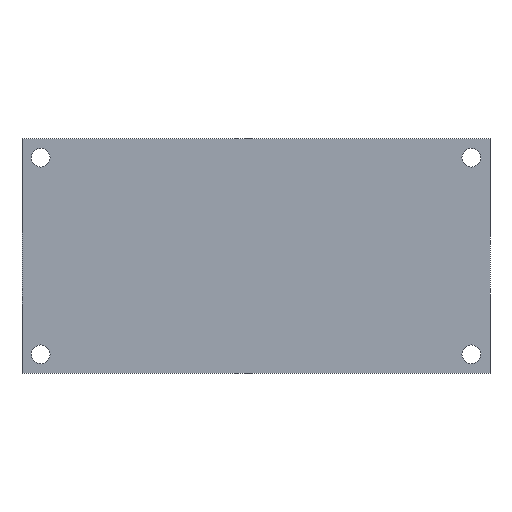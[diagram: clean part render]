
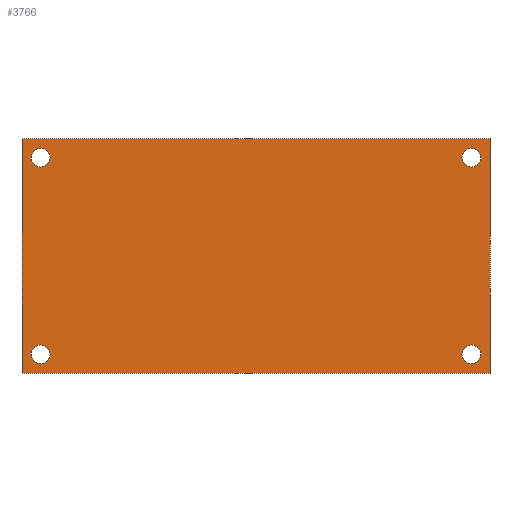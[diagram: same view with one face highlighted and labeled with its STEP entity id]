
A CAD part, front view. The second image highlights one B-rep face of the part: STEP entity #3766.
In plain terms, the highlighted planar face has unit normal (0, -1, 0).
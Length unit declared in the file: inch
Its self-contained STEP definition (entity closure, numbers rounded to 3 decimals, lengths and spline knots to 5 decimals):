
#7 = VERTEX_POINT ( 'NONE', #979 ) ;
#8 = VERTEX_POINT ( 'NONE', #976 ) ;
#106 = VERTEX_POINT ( 'NONE', #5345 ) ;
#237 = VERTEX_POINT ( 'NONE', #5156 ) ;
#279 = VERTEX_POINT ( 'NONE', #1085 ) ;
#280 = VERTEX_POINT ( 'NONE', #1011 ) ;
#281 = VERTEX_POINT ( 'NONE', #1092 ) ;
#284 = VERTEX_POINT ( 'NONE', #1209 ) ;
#291 = VERTEX_POINT ( 'NONE', #1178 ) ;
#540 = CIRCLE ( 'NONE', #1233, 0.03937 ) ;
#641 = CIRCLE ( 'NONE', #1248, 0.03937 ) ;
#656 = CIRCLE ( 'NONE', #1254, 0.03937 ) ;
#709 = LINE ( 'NONE', #2913, #731 ) ;
#725 = CIRCLE ( 'NONE', #1263, 0.03937 ) ;
#726 = CIRCLE ( 'NONE', #1264, 0.03937 ) ;
#727 = LINE ( 'NONE', #2907, #729 ) ;
#728 = LINE ( 'NONE', #2912, #733 ) ;
#729 = VECTOR ( 'NONE', #2908, 39.37008 ) ;
#730 = LINE ( 'NONE', #2917, #735 ) ;
#731 = VECTOR ( 'NONE', #2918, 39.37008 ) ;
#732 = CIRCLE ( 'NONE', #1265, 0.03937 ) ;
#733 = VECTOR ( 'NONE', #2919, 39.37008 ) ;
#734 = CIRCLE ( 'NONE', #1266, 0.03937 ) ;
#735 = VECTOR ( 'NONE', #2920, 39.37008 ) ;
#976 = CARTESIAN_POINT ( 'NONE',  ( 0., 0., -0.98425 ) ) ;
#979 = CARTESIAN_POINT ( 'NONE',  ( 0., 0., 0. ) ) ;
#1011 = CARTESIAN_POINT ( 'NONE',  ( 1.88976, 0., -0.03937 ) ) ;
#1085 = CARTESIAN_POINT ( 'NONE',  ( 1.88976, 0., -0.94488 ) ) ;
#1092 = CARTESIAN_POINT ( 'NONE',  ( 1.88976, 0., -0.11811 ) ) ;
#1178 = CARTESIAN_POINT ( 'NONE',  ( 0.07874, 0., -0.11811 ) ) ;
#1209 = CARTESIAN_POINT ( 'NONE',  ( 0.07874, 0., -0.03937 ) ) ;
#1233 = AXIS2_PLACEMENT_3D ( 'NONE', #2675, #2676, #2677 ) ;
#1248 = AXIS2_PLACEMENT_3D ( 'NONE', #2796, #2797, #2798 ) ;
#1254 = AXIS2_PLACEMENT_3D ( 'NONE', #2822, #2823, #2824 ) ;
#1263 = AXIS2_PLACEMENT_3D ( 'NONE', #2909, #2910, #2911 ) ;
#1264 = AXIS2_PLACEMENT_3D ( 'NONE', #2914, #2915, #2916 ) ;
#1265 = AXIS2_PLACEMENT_3D ( 'NONE', #2923, #2924, #2925 ) ;
#1266 = AXIS2_PLACEMENT_3D ( 'NONE', #2928, #2929, #2930 ) ;
#2035 = EDGE_LOOP ( 'NONE', ( #3566, #3567 ) ) ;
#2052 = EDGE_LOOP ( 'NONE', ( #3556, #3557 ) ) ;
#2066 = EDGE_LOOP ( 'NONE', ( #3560, #3561, #3562, #3563 ) ) ;
#2084 = EDGE_LOOP ( 'NONE', ( #3558, #3559 ) ) ;
#2117 = EDGE_LOOP ( 'NONE', ( #3564, #3565 ) ) ;
#2622 = VERTEX_POINT ( 'NONE', #2658 ) ;
#2658 = CARTESIAN_POINT ( 'NONE',  ( 1.9685, 0., -0.98425 ) ) ;
#2675 = CARTESIAN_POINT ( 'NONE',  ( 0.07874, 0., -0.07874 ) ) ;
#2676 = DIRECTION ( 'NONE',  ( 0., 1., 0. ) ) ;
#2677 = DIRECTION ( 'NONE',  ( 0., 0., 1. ) ) ;
#2796 = CARTESIAN_POINT ( 'NONE',  ( 1.88976, 0., -0.07874 ) ) ;
#2797 = DIRECTION ( 'NONE',  ( 0., 1., 0. ) ) ;
#2798 = DIRECTION ( 'NONE',  ( 0., 0., 1. ) ) ;
#2822 = CARTESIAN_POINT ( 'NONE',  ( 0.07874, 0., -0.90551 ) ) ;
#2823 = DIRECTION ( 'NONE',  ( 0., 1., 0. ) ) ;
#2824 = DIRECTION ( 'NONE',  ( 0., 0., 1. ) ) ;
#2907 = CARTESIAN_POINT ( 'NONE',  ( 0., 0., 0. ) ) ;
#2908 = DIRECTION ( 'NONE',  ( 0., 0., 1. ) ) ;
#2909 = CARTESIAN_POINT ( 'NONE',  ( 1.88976, 0., -0.07874 ) ) ;
#2910 = DIRECTION ( 'NONE',  ( 0., 1., 0. ) ) ;
#2911 = DIRECTION ( 'NONE',  ( 0., 0., 1. ) ) ;
#2912 = CARTESIAN_POINT ( 'NONE',  ( 1.9685, 0., 0. ) ) ;
#2913 = CARTESIAN_POINT ( 'NONE',  ( 0., 0., -0.98425 ) ) ;
#2914 = CARTESIAN_POINT ( 'NONE',  ( 0.07874, 0., -0.90551 ) ) ;
#2915 = DIRECTION ( 'NONE',  ( 0., 1., 0. ) ) ;
#2916 = DIRECTION ( 'NONE',  ( 0., 0., 1. ) ) ;
#2917 = CARTESIAN_POINT ( 'NONE',  ( 0., 0., 0. ) ) ;
#2918 = DIRECTION ( 'NONE',  ( -1., 0., 0. ) ) ;
#2919 = DIRECTION ( 'NONE',  ( 0., 0., -1. ) ) ;
#2920 = DIRECTION ( 'NONE',  ( 1., 0., 0. ) ) ;
#2923 = CARTESIAN_POINT ( 'NONE',  ( 1.88976, 0., -0.90551 ) ) ;
#2924 = DIRECTION ( 'NONE',  ( 0., 1., 0. ) ) ;
#2925 = DIRECTION ( 'NONE',  ( 0., 0., 1. ) ) ;
#2928 = CARTESIAN_POINT ( 'NONE',  ( 0.07874, 0., -0.07874 ) ) ;
#2929 = DIRECTION ( 'NONE',  ( 0., 1., 0. ) ) ;
#2930 = DIRECTION ( 'NONE',  ( 0., 0., 1. ) ) ;
#3061 = EDGE_CURVE ( 'NONE', #291, #284, #540, .T. ) ;
#3116 = EDGE_CURVE ( 'NONE', #281, #280, #641, .T. ) ;
#3126 = EDGE_CURVE ( 'NONE', #3410, #3408, #656, .T. ) ;
#3165 = EDGE_CURVE ( 'NONE', #280, #281, #725, .T. ) ;
#3166 = EDGE_CURVE ( 'NONE', #3408, #3410, #726, .T. ) ;
#3167 = EDGE_CURVE ( 'NONE', #8, #7, #727, .T. ) ;
#3168 = EDGE_CURVE ( 'NONE', #2622, #8, #709, .T. ) ;
#3169 = EDGE_CURVE ( 'NONE', #106, #2622, #728, .T. ) ;
#3170 = EDGE_CURVE ( 'NONE', #7, #106, #730, .T. ) ;
#3171 = EDGE_CURVE ( 'NONE', #237, #279, #732, .T. ) ;
#3172 = EDGE_CURVE ( 'NONE', #284, #291, #734, .T. ) ;
#3408 = VERTEX_POINT ( 'NONE', #4165 ) ;
#3410 = VERTEX_POINT ( 'NONE', #4167 ) ;
#3556 = ORIENTED_EDGE ( 'NONE', *, *, #3116, .T. ) ;
#3557 = ORIENTED_EDGE ( 'NONE', *, *, #3165, .T. ) ;
#3558 = ORIENTED_EDGE ( 'NONE', *, *, #3126, .T. ) ;
#3559 = ORIENTED_EDGE ( 'NONE', *, *, #3166, .T. ) ;
#3560 = ORIENTED_EDGE ( 'NONE', *, *, #3167, .F. ) ;
#3561 = ORIENTED_EDGE ( 'NONE', *, *, #3168, .F. ) ;
#3562 = ORIENTED_EDGE ( 'NONE', *, *, #3169, .F. ) ;
#3563 = ORIENTED_EDGE ( 'NONE', *, *, #3170, .F. ) ;
#3564 = ORIENTED_EDGE ( 'NONE', *, *, #4417, .T. ) ;
#3565 = ORIENTED_EDGE ( 'NONE', *, *, #3171, .T. ) ;
#3566 = ORIENTED_EDGE ( 'NONE', *, *, #3061, .T. ) ;
#3567 = ORIENTED_EDGE ( 'NONE', *, *, #3172, .T. ) ;
#3766 = ADVANCED_FACE ( 'NONE', ( #7191, #7195, #7192, #7194, #7193 ), #7544, .T. ) ;
#4165 = CARTESIAN_POINT ( 'NONE',  ( 0.07874, 0., -0.86614 ) ) ;
#4167 = CARTESIAN_POINT ( 'NONE',  ( 0.07874, 0., -0.94488 ) ) ;
#4417 = EDGE_CURVE ( 'NONE', #279, #237, #8253, .T. ) ;
#5156 = CARTESIAN_POINT ( 'NONE',  ( 1.88976, 0., -0.86614 ) ) ;
#5345 = CARTESIAN_POINT ( 'NONE',  ( 1.9685, 0., 0. ) ) ;
#7191 = FACE_BOUND ( 'NONE', #2052, .T. ) ;
#7192 = FACE_OUTER_BOUND ( 'NONE', #2066, .T. ) ;
#7193 = FACE_BOUND ( 'NONE', #2035, .T. ) ;
#7194 = FACE_BOUND ( 'NONE', #2117, .T. ) ;
#7195 = FACE_BOUND ( 'NONE', #2084, .T. ) ;
#7531 = DIRECTION ( 'NONE',  ( 0., -1., 0. ) ) ;
#7544 = PLANE ( 'NONE',  #7859 ) ;
#7545 = CARTESIAN_POINT ( 'NONE',  ( 0., 0., 0. ) ) ;
#7547 = DIRECTION ( 'NONE',  ( 0., 0., -1. ) ) ;
#7859 = AXIS2_PLACEMENT_3D ( 'NONE', #7545, #7531, #7547 ) ;
#8013 = AXIS2_PLACEMENT_3D ( 'NONE', #8452, #8453, #8454 ) ;
#8253 = CIRCLE ( 'NONE', #8013, 0.03937 ) ;
#8452 = CARTESIAN_POINT ( 'NONE',  ( 1.88976, 0., -0.90551 ) ) ;
#8453 = DIRECTION ( 'NONE',  ( 0., 1., 0. ) ) ;
#8454 = DIRECTION ( 'NONE',  ( 0., 0., 1. ) ) ;
